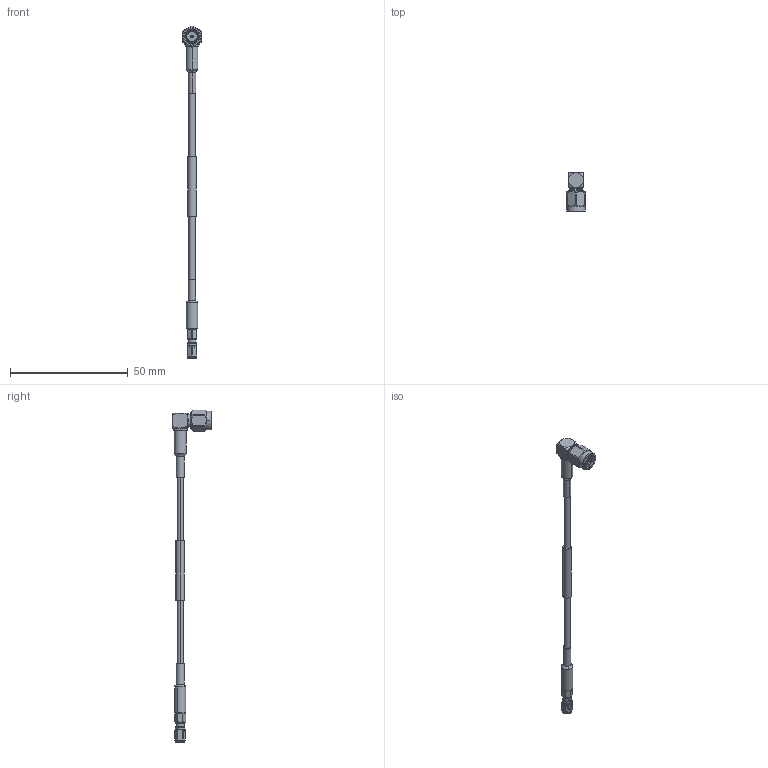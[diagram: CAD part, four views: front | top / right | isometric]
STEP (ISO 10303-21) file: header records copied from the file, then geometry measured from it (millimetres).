
FILE_DESCRIPTION (( 'STEP AP214' ), '1' );
FILE_NAME ('FMC00513.step', '2021-04-29T21:59:52', ( '' ), ( '' ), 'SwSTEP 2.0', 'SolidWorks 2020', '' );
FILE_SCHEMA (( 'AUTOMOTIVE_DESIGN' ));
Length unit declared in the file: inch
Products named in the file (5): FMC00513; RG316^FMC00513_RG316U; Center label^FMC00513; SC6052^FMC00513_Heat Shrink; SC8860^FMC00513_Heat Shrink
Assembly tree (4 placements, depth 2):
  FMC00513
    RG316^FMC00513_RG316U
    Center label^FMC00513
    SC6052^FMC00513_Heat Shrink
    SC8860^FMC00513_Heat Shrink
Bounding box: 8 x 16.5 x 140.94 mm (x, y, z)
Volume: 2040.6 mm3; surface area: 2649.8 mm2
Topology: 6 solids, 7 shells, 457 faces, 1212 edges, 787 vertices
Faces by surface type: plane 168, cylinder 166, cone 100, bspline 17, torus 6
Entity records: 19266 total; most frequent: CARTESIAN_POINT 7989, ORIENTED_EDGE 2424, DIRECTION 2200, EDGE_CURVE 1212, AXIS2_PLACEMENT_3D 828, VERTEX_POINT 787, LINE 544, VECTOR 544
